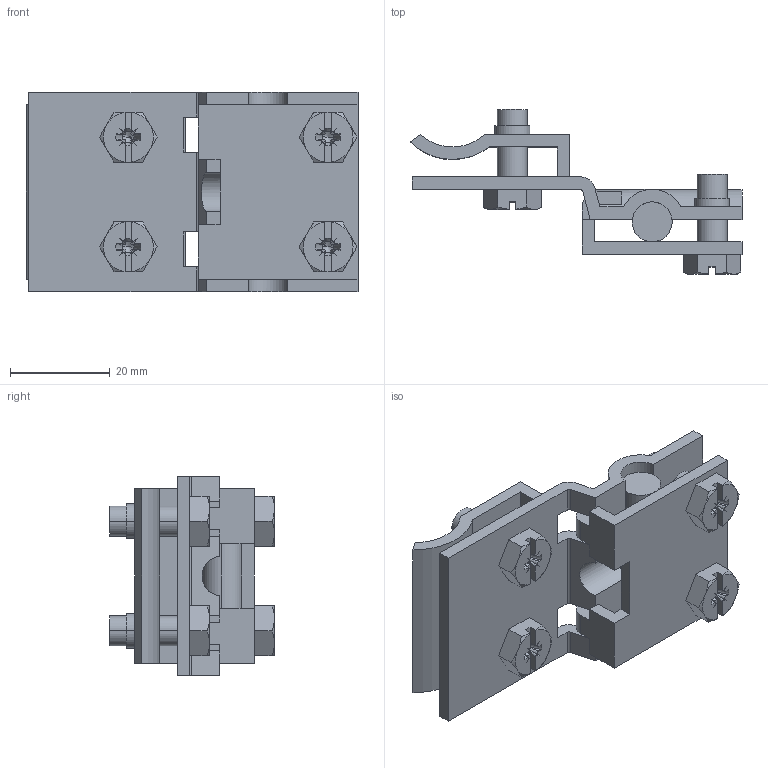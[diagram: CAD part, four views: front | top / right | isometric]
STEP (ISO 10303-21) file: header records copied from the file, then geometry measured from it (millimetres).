
FILE_DESCRIPTION (( 'STEP AP214' ), '1' );
FILE_NAME ('5317428.stp', '2023-04-11T13:15:18', ( '' ), ( '' ), 'SwSTEP 2.0', 'SolidWorks 2022', '' );
FILE_SCHEMA (( 'AUTOMOTIVE_DESIGN' ));
Length unit declared in the file: millimetre
Products named in the file (1): 5317428
Bounding box: 66.5 x 33 x 40 mm (x, y, z)
Volume: 17821.2 mm3; surface area: 16120.8 mm2
Topology: 8 solids, 8 shells, 366 faces, 1008 edges, 654 vertices
Faces by surface type: plane 208, cone 64, cylinder 62, bspline 32
Entity records: 22155 total; most frequent: CARTESIAN_POINT 13003, ORIENTED_EDGE 2000, DIRECTION 1518, EDGE_CURVE 1000, VERTEX_POINT 654, AXIS2_PLACEMENT_3D 521, VECTOR 476, LINE 476
